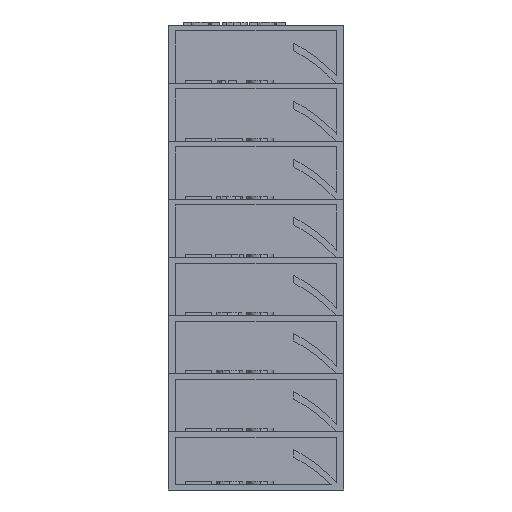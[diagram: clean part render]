
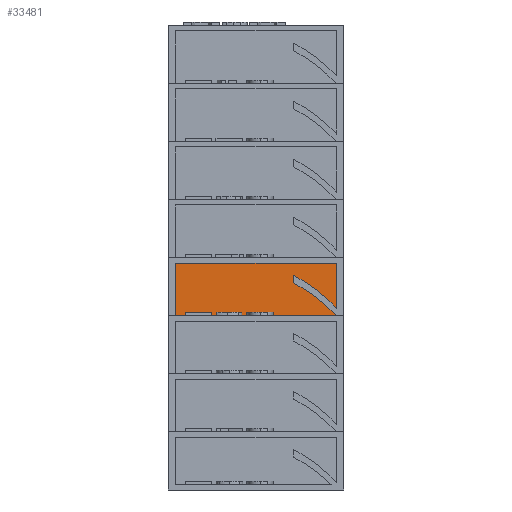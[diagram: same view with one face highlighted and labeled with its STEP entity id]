
A CAD part, front view. The second image highlights one B-rep face of the part: STEP entity #33481.
In plain terms, the highlighted planar face has unit normal (0, -1, 0).
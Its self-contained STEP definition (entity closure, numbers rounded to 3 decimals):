
#32538 = PLANE('',#32539);
#32539 = AXIS2_PLACEMENT_3D('',#32540,#32541,#32542);
#32540 = CARTESIAN_POINT('',(0.,2.331,29.7));
#32541 = DIRECTION('',(0.,0.,1.));
#32542 = DIRECTION('',(1.,0.,0.));
#32675 = VERTEX_POINT('',#32676);
#32676 = CARTESIAN_POINT('',(13.7,3.7,29.7));
#32690 = PLANE('',#32691);
#32691 = AXIS2_PLACEMENT_3D('',#32692,#32693,#32694);
#32692 = CARTESIAN_POINT('',(13.7,-5.,29.7));
#32693 = DIRECTION('',(-1.,0.,0.));
#32694 = DIRECTION('',(0.,1.,0.));
#32702 = EDGE_CURVE('',#32675,#32703,#32705,.T.);
#32703 = VERTEX_POINT('',#32704);
#32704 = CARTESIAN_POINT('',(-13.7,3.7,29.7));
#32705 = SURFACE_CURVE('',#32706,(#32710,#32717),.PCURVE_S1.);
#32706 = LINE('',#32707,#32708);
#32707 = CARTESIAN_POINT('',(13.7,3.7,29.7));
#32708 = VECTOR('',#32709,1.);
#32709 = DIRECTION('',(-1.,0.,0.));
#32710 = PCURVE('',#32538,#32711);
#32711 = DEFINITIONAL_REPRESENTATION('',(#32712),#32716);
#32712 = LINE('',#32713,#32714);
#32713 = CARTESIAN_POINT('',(13.7,1.369));
#32714 = VECTOR('',#32715,1.);
#32715 = DIRECTION('',(-1.,0.));
#32716 = ( GEOMETRIC_REPRESENTATION_CONTEXT(2) 
PARAMETRIC_REPRESENTATION_CONTEXT() REPRESENTATION_CONTEXT('2D SPACE',''
  ) );
#32717 = PCURVE('',#32718,#32723);
#32718 = PLANE('',#32719);
#32719 = AXIS2_PLACEMENT_3D('',#32720,#32721,#32722);
#32720 = CARTESIAN_POINT('',(13.7,3.7,29.7));
#32721 = DIRECTION('',(0.,-1.,0.));
#32722 = DIRECTION('',(-1.,0.,0.));
#32723 = DEFINITIONAL_REPRESENTATION('',(#32724),#32728);
#32724 = LINE('',#32725,#32726);
#32725 = CARTESIAN_POINT('',(0.,-0.));
#32726 = VECTOR('',#32727,1.);
#32727 = DIRECTION('',(1.,0.));
#32728 = ( GEOMETRIC_REPRESENTATION_CONTEXT(2) 
PARAMETRIC_REPRESENTATION_CONTEXT() REPRESENTATION_CONTEXT('2D SPACE',''
  ) );
#32746 = PLANE('',#32747);
#32747 = AXIS2_PLACEMENT_3D('',#32748,#32749,#32750);
#32748 = CARTESIAN_POINT('',(-13.7,3.7,29.7));
#32749 = DIRECTION('',(1.,0.,0.));
#32750 = DIRECTION('',(0.,-1.,0.));
#33031 = PLANE('',#33032);
#33032 = AXIS2_PLACEMENT_3D('',#33033,#33034,#33035);
#33033 = CARTESIAN_POINT('',(0.,0.,38.7));
#33034 = DIRECTION('',(0.,0.,1.));
#33035 = DIRECTION('',(1.,0.,0.));
#33438 = VERTEX_POINT('',#33439);
#33439 = CARTESIAN_POINT('',(13.7,3.7,38.7));
#33460 = EDGE_CURVE('',#32675,#33438,#33461,.T.);
#33461 = SURFACE_CURVE('',#33462,(#33466,#33473),.PCURVE_S1.);
#33462 = LINE('',#33463,#33464);
#33463 = CARTESIAN_POINT('',(13.7,3.7,29.7));
#33464 = VECTOR('',#33465,1.);
#33465 = DIRECTION('',(0.,0.,1.));
#33466 = PCURVE('',#32690,#33467);
#33467 = DEFINITIONAL_REPRESENTATION('',(#33468),#33472);
#33468 = LINE('',#33469,#33470);
#33469 = CARTESIAN_POINT('',(8.7,0.));
#33470 = VECTOR('',#33471,1.);
#33471 = DIRECTION('',(0.,-1.));
#33472 = ( GEOMETRIC_REPRESENTATION_CONTEXT(2) 
PARAMETRIC_REPRESENTATION_CONTEXT() REPRESENTATION_CONTEXT('2D SPACE',''
  ) );
#33473 = PCURVE('',#32718,#33474);
#33474 = DEFINITIONAL_REPRESENTATION('',(#33475),#33479);
#33475 = LINE('',#33476,#33477);
#33476 = CARTESIAN_POINT('',(0.,-0.));
#33477 = VECTOR('',#33478,1.);
#33478 = DIRECTION('',(0.,-1.));
#33479 = ( GEOMETRIC_REPRESENTATION_CONTEXT(2) 
PARAMETRIC_REPRESENTATION_CONTEXT() REPRESENTATION_CONTEXT('2D SPACE',''
  ) );
#33481 = ADVANCED_FACE('',(#33482),#32718,.T.);
#33482 = FACE_BOUND('',#33483,.T.);
#33483 = EDGE_LOOP('',(#33484,#33485,#33486,#33509));
#33484 = ORIENTED_EDGE('',*,*,#32702,.F.);
#33485 = ORIENTED_EDGE('',*,*,#33460,.T.);
#33486 = ORIENTED_EDGE('',*,*,#33487,.T.);
#33487 = EDGE_CURVE('',#33438,#33488,#33490,.T.);
#33488 = VERTEX_POINT('',#33489);
#33489 = CARTESIAN_POINT('',(-13.7,3.7,38.7));
#33490 = SURFACE_CURVE('',#33491,(#33495,#33502),.PCURVE_S1.);
#33491 = LINE('',#33492,#33493);
#33492 = CARTESIAN_POINT('',(6.85,3.7,38.7));
#33493 = VECTOR('',#33494,1.);
#33494 = DIRECTION('',(-1.,0.,0.));
#33495 = PCURVE('',#32718,#33496);
#33496 = DEFINITIONAL_REPRESENTATION('',(#33497),#33501);
#33497 = LINE('',#33498,#33499);
#33498 = CARTESIAN_POINT('',(6.85,-9.));
#33499 = VECTOR('',#33500,1.);
#33500 = DIRECTION('',(1.,0.));
#33501 = ( GEOMETRIC_REPRESENTATION_CONTEXT(2) 
PARAMETRIC_REPRESENTATION_CONTEXT() REPRESENTATION_CONTEXT('2D SPACE',''
  ) );
#33502 = PCURVE('',#33031,#33503);
#33503 = DEFINITIONAL_REPRESENTATION('',(#33504),#33508);
#33504 = LINE('',#33505,#33506);
#33505 = CARTESIAN_POINT('',(6.85,3.7));
#33506 = VECTOR('',#33507,1.);
#33507 = DIRECTION('',(-1.,0.));
#33508 = ( GEOMETRIC_REPRESENTATION_CONTEXT(2) 
PARAMETRIC_REPRESENTATION_CONTEXT() REPRESENTATION_CONTEXT('2D SPACE',''
  ) );
#33509 = ORIENTED_EDGE('',*,*,#33510,.F.);
#33510 = EDGE_CURVE('',#32703,#33488,#33511,.T.);
#33511 = SURFACE_CURVE('',#33512,(#33516,#33523),.PCURVE_S1.);
#33512 = LINE('',#33513,#33514);
#33513 = CARTESIAN_POINT('',(-13.7,3.7,29.7));
#33514 = VECTOR('',#33515,1.);
#33515 = DIRECTION('',(0.,0.,1.));
#33516 = PCURVE('',#32718,#33517);
#33517 = DEFINITIONAL_REPRESENTATION('',(#33518),#33522);
#33518 = LINE('',#33519,#33520);
#33519 = CARTESIAN_POINT('',(27.4,0.));
#33520 = VECTOR('',#33521,1.);
#33521 = DIRECTION('',(0.,-1.));
#33522 = ( GEOMETRIC_REPRESENTATION_CONTEXT(2) 
PARAMETRIC_REPRESENTATION_CONTEXT() REPRESENTATION_CONTEXT('2D SPACE',''
  ) );
#33523 = PCURVE('',#32746,#33524);
#33524 = DEFINITIONAL_REPRESENTATION('',(#33525),#33529);
#33525 = LINE('',#33526,#33527);
#33526 = CARTESIAN_POINT('',(0.,0.));
#33527 = VECTOR('',#33528,1.);
#33528 = DIRECTION('',(0.,-1.));
#33529 = ( GEOMETRIC_REPRESENTATION_CONTEXT(2) 
PARAMETRIC_REPRESENTATION_CONTEXT() REPRESENTATION_CONTEXT('2D SPACE',''
  ) );
